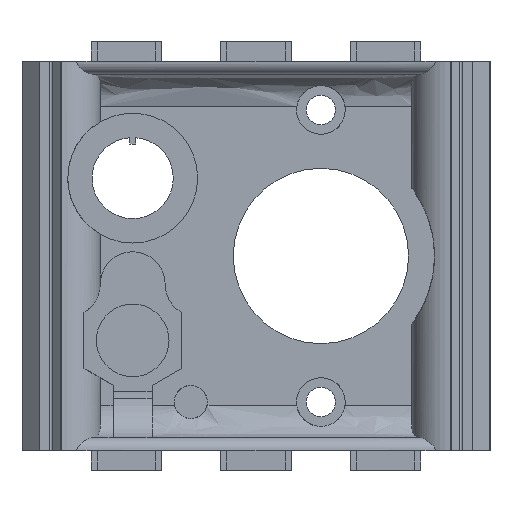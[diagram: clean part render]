
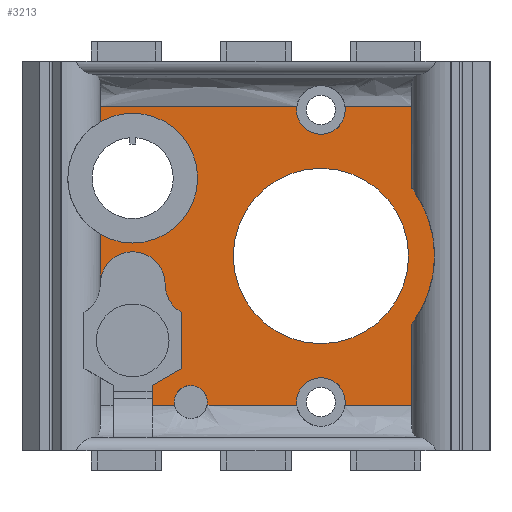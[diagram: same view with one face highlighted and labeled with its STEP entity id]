
A CAD part, front view. The second image highlights one B-rep face of the part: STEP entity #3213.
In plain terms, the highlighted planar face has unit normal (0, -1, 0).
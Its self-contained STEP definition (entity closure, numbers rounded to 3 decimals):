
#27=B_SPLINE_CURVE_WITH_KNOTS('',3,(#4722,#4723,#4724,#4725),
 .UNSPECIFIED.,.F.,.F.,(4,4),(4.515,4.86),
 .UNSPECIFIED.);
#28=B_SPLINE_CURVE_WITH_KNOTS('',3,(#4731,#4732,#4733,#4734),
 .UNSPECIFIED.,.F.,.F.,(4,4),(2.632,4.016),
 .UNSPECIFIED.);
#29=B_SPLINE_CURVE_WITH_KNOTS('',3,(#4740,#4741,#4742,#4743),
 .UNSPECIFIED.,.F.,.F.,(4,4),(0.86,1.889),
 .UNSPECIFIED.);
#30=B_SPLINE_CURVE_WITH_KNOTS('',3,(#4751,#4752,#4753,#4754),
 .UNSPECIFIED.,.F.,.F.,(4,4),(4.632,5.66),
 .UNSPECIFIED.);
#31=B_SPLINE_CURVE_WITH_KNOTS('',3,(#4759,#4760,#4761,#4762),
 .UNSPECIFIED.,.F.,.F.,(4,4),(0.86,3.889),
 .UNSPECIFIED.);
#100=FACE_BOUND('',#1016,.T.);
#125=LINE('',#4695,#486);
#127=LINE('',#4703,#488);
#131=LINE('',#4716,#492);
#132=LINE('',#4718,#493);
#133=LINE('',#4720,#494);
#134=LINE('',#4745,#495);
#135=LINE('',#4749,#496);
#486=VECTOR('',#3704,10.);
#488=VECTOR('',#3708,10.);
#492=VECTOR('',#3722,10.);
#493=VECTOR('',#3723,10.);
#494=VECTOR('',#3724,10.);
#495=VECTOR('',#3733,10.);
#496=VECTOR('',#3736,10.);
#841=FACE_OUTER_BOUND('',#1015,.T.);
#1015=EDGE_LOOP('',(#2154,#2155,#2156,#2157,#2158,#2159,#2160,#2161,#2162,
#2163,#2164,#2165,#2166,#2167,#2168,#2169,#2170,#2171,#2172,#2173,#2174,
#2175));
#1016=EDGE_LOOP('',(#2176));
#1191=CIRCLE('',#3395,10.);
#1195=CIRCLE('',#3408,5.);
#1196=CIRCLE('',#3409,5.);
#1197=CIRCLE('',#3410,2.55);
#1198=CIRCLE('',#3411,2.55);
#1199=CIRCLE('',#3412,3.75);
#1200=CIRCLE('',#3413,3.75);
#1201=CIRCLE('',#3414,17.5);
#1202=CIRCLE('',#3415,3.75);
#1203=CIRCLE('',#3416,3.75);
#1204=CIRCLE('',#3417,13.5);
#1293=VERTEX_POINT('',#4577);
#1294=VERTEX_POINT('',#4578);
#1313=VERTEX_POINT('',#4694);
#1314=VERTEX_POINT('',#4701);
#1316=VERTEX_POINT('',#4711);
#1317=VERTEX_POINT('',#4713);
#1318=VERTEX_POINT('',#4715);
#1319=VERTEX_POINT('',#4717);
#1320=VERTEX_POINT('',#4719);
#1321=VERTEX_POINT('',#4721);
#1322=VERTEX_POINT('',#4726);
#1323=VERTEX_POINT('',#4728);
#1324=VERTEX_POINT('',#4730);
#1325=VERTEX_POINT('',#4735);
#1326=VERTEX_POINT('',#4737);
#1327=VERTEX_POINT('',#4739);
#1328=VERTEX_POINT('',#4744);
#1329=VERTEX_POINT('',#4746);
#1330=VERTEX_POINT('',#4748);
#1331=VERTEX_POINT('',#4750);
#1332=VERTEX_POINT('',#4755);
#1333=VERTEX_POINT('',#4757);
#1334=VERTEX_POINT('',#4763);
#1616=EDGE_CURVE('',#1293,#1294,#1191,.T.);
#1640=EDGE_CURVE('',#1313,#1293,#125,.T.);
#1643=EDGE_CURVE('',#1294,#1314,#127,.T.);
#1647=EDGE_CURVE('',#1316,#1314,#1195,.T.);
#1648=EDGE_CURVE('',#1317,#1316,#1196,.T.);
#1649=EDGE_CURVE('',#1318,#1317,#131,.T.);
#1650=EDGE_CURVE('',#1319,#1318,#132,.T.);
#1651=EDGE_CURVE('',#1320,#1319,#133,.T.);
#1652=EDGE_CURVE('',#1321,#1320,#27,.T.);
#1653=EDGE_CURVE('',#1321,#1322,#1197,.T.);
#1654=EDGE_CURVE('',#1322,#1323,#1198,.T.);
#1655=EDGE_CURVE('',#1324,#1323,#28,.T.);
#1656=EDGE_CURVE('',#1324,#1325,#1199,.T.);
#1657=EDGE_CURVE('',#1325,#1326,#1200,.T.);
#1658=EDGE_CURVE('',#1327,#1326,#29,.T.);
#1659=EDGE_CURVE('',#1327,#1328,#134,.T.);
#1660=EDGE_CURVE('',#1328,#1329,#1201,.T.);
#1661=EDGE_CURVE('',#1329,#1330,#135,.T.);
#1662=EDGE_CURVE('',#1331,#1330,#30,.T.);
#1663=EDGE_CURVE('',#1331,#1332,#1202,.T.);
#1664=EDGE_CURVE('',#1332,#1333,#1203,.T.);
#1665=EDGE_CURVE('',#1313,#1333,#31,.T.);
#1666=EDGE_CURVE('',#1334,#1334,#1204,.T.);
#2154=ORIENTED_EDGE('',*,*,#1616,.T.);
#2155=ORIENTED_EDGE('',*,*,#1643,.T.);
#2156=ORIENTED_EDGE('',*,*,#1647,.F.);
#2157=ORIENTED_EDGE('',*,*,#1648,.F.);
#2158=ORIENTED_EDGE('',*,*,#1649,.F.);
#2159=ORIENTED_EDGE('',*,*,#1650,.F.);
#2160=ORIENTED_EDGE('',*,*,#1651,.F.);
#2161=ORIENTED_EDGE('',*,*,#1652,.F.);
#2162=ORIENTED_EDGE('',*,*,#1653,.T.);
#2163=ORIENTED_EDGE('',*,*,#1654,.T.);
#2164=ORIENTED_EDGE('',*,*,#1655,.F.);
#2165=ORIENTED_EDGE('',*,*,#1656,.T.);
#2166=ORIENTED_EDGE('',*,*,#1657,.T.);
#2167=ORIENTED_EDGE('',*,*,#1658,.F.);
#2168=ORIENTED_EDGE('',*,*,#1659,.T.);
#2169=ORIENTED_EDGE('',*,*,#1660,.T.);
#2170=ORIENTED_EDGE('',*,*,#1661,.T.);
#2171=ORIENTED_EDGE('',*,*,#1662,.F.);
#2172=ORIENTED_EDGE('',*,*,#1663,.T.);
#2173=ORIENTED_EDGE('',*,*,#1664,.T.);
#2174=ORIENTED_EDGE('',*,*,#1665,.F.);
#2175=ORIENTED_EDGE('',*,*,#1640,.T.);
#2176=ORIENTED_EDGE('',*,*,#1666,.F.);
#3090=PLANE('',#3407);
#3213=ADVANCED_FACE('',(#841,#100),#3090,.F.);
#3395=AXIS2_PLACEMENT_3D('',#4579,#3674,#3675);
#3407=AXIS2_PLACEMENT_3D('',#4710,#3716,#3717);
#3408=AXIS2_PLACEMENT_3D('',#4712,#3718,#3719);
#3409=AXIS2_PLACEMENT_3D('',#4714,#3720,#3721);
#3410=AXIS2_PLACEMENT_3D('',#4727,#3725,#3726);
#3411=AXIS2_PLACEMENT_3D('',#4729,#3727,#3728);
#3412=AXIS2_PLACEMENT_3D('',#4736,#3729,#3730);
#3413=AXIS2_PLACEMENT_3D('',#4738,#3731,#3732);
#3414=AXIS2_PLACEMENT_3D('',#4747,#3734,#3735);
#3415=AXIS2_PLACEMENT_3D('',#4756,#3737,#3738);
#3416=AXIS2_PLACEMENT_3D('',#4758,#3739,#3740);
#3417=AXIS2_PLACEMENT_3D('',#4764,#3741,#3742);
#3674=DIRECTION('center_axis',(0.,1.,0.));
#3675=DIRECTION('ref_axis',(1.,0.,0.));
#3704=DIRECTION('',(0.,0.,-1.));
#3708=DIRECTION('',(0.,0.,-1.));
#3716=DIRECTION('center_axis',(0.,1.,0.));
#3717=DIRECTION('ref_axis',(1.,0.,0.));
#3718=DIRECTION('center_axis',(0.,-1.,0.));
#3719=DIRECTION('ref_axis',(1.,0.,0.));
#3720=DIRECTION('center_axis',(0.,1.,0.));
#3721=DIRECTION('ref_axis',(-0.866,0.,-0.5));
#3722=DIRECTION('',(0.,0.,1.));
#3723=DIRECTION('',(0.866,0.,0.5));
#3724=DIRECTION('',(0.,0.,1.));
#3725=DIRECTION('center_axis',(0.,1.,0.));
#3726=DIRECTION('ref_axis',(1.,0.,0.));
#3727=DIRECTION('center_axis',(0.,1.,0.));
#3728=DIRECTION('ref_axis',(1.,0.,0.));
#3729=DIRECTION('center_axis',(0.,1.,0.));
#3730=DIRECTION('ref_axis',(1.,0.,0.));
#3731=DIRECTION('center_axis',(0.,1.,0.));
#3732=DIRECTION('ref_axis',(1.,0.,0.));
#3733=DIRECTION('',(0.,0.,1.));
#3734=DIRECTION('center_axis',(0.,-1.,0.));
#3735=DIRECTION('ref_axis',(1.,0.,0.));
#3736=DIRECTION('',(0.,0.,1.));
#3737=DIRECTION('center_axis',(0.,1.,0.));
#3738=DIRECTION('ref_axis',(1.,0.,0.));
#3739=DIRECTION('center_axis',(0.,1.,0.));
#3740=DIRECTION('ref_axis',(1.,0.,0.));
#3741=DIRECTION('center_axis',(0.,-1.,0.));
#3742=DIRECTION('ref_axis',(1.,0.,0.));
#4577=CARTESIAN_POINT('',(-24.,0.,20.66));
#4578=CARTESIAN_POINT('',(-24.,0.,3.34));
#4579=CARTESIAN_POINT('Origin',(-19.,0.,12.));
#4694=CARTESIAN_POINT('',(-24.,0.,23.018));
#4695=CARTESIAN_POINT('',(-24.,0.,-3.613));
#4701=CARTESIAN_POINT('',(-24.,0.,-4.34));
#4703=CARTESIAN_POINT('',(-24.,0.,-3.613));
#4710=CARTESIAN_POINT('Origin',(0.,0.,0.));
#4711=CARTESIAN_POINT('',(-14.,0.,-4.34));
#4712=CARTESIAN_POINT('Origin',(-19.,0.,-4.34));
#4713=CARTESIAN_POINT('',(-11.5,0.,-8.67));
#4714=CARTESIAN_POINT('Origin',(-9.,0.,-4.34));
#4715=CARTESIAN_POINT('',(-11.5,0.,-17.33));
#4716=CARTESIAN_POINT('',(-11.5,0.,-8.67));
#4717=CARTESIAN_POINT('',(-16.,0.,-19.928));
#4718=CARTESIAN_POINT('',(-11.5,0.,-17.33));
#4719=CARTESIAN_POINT('',(-16.,0.,-23.018));
#4720=CARTESIAN_POINT('',(-16.,0.,-29.));
#4721=CARTESIAN_POINT('',(-12.545,0.,-23.018));
#4722=CARTESIAN_POINT('Ctrl Pts',(-12.545,0.,
-23.018));
#4723=CARTESIAN_POINT('Ctrl Pts',(-13.697,0.,
-23.018));
#4724=CARTESIAN_POINT('Ctrl Pts',(-14.848,0.,
-23.018));
#4725=CARTESIAN_POINT('Ctrl Pts',(-16.,0.,
-23.018));
#4726=CARTESIAN_POINT('',(-12.599,0.,-22.5));
#4727=CARTESIAN_POINT('Origin',(-10.049,0.,-22.5));
#4728=CARTESIAN_POINT('',(-7.552,0.,-23.018));
#4729=CARTESIAN_POINT('Origin',(-10.049,0.,-22.5));
#4730=CARTESIAN_POINT('',(6.286,0.,-23.018));
#4731=CARTESIAN_POINT('Ctrl Pts',(6.286,0.,
-23.018));
#4732=CARTESIAN_POINT('Ctrl Pts',(1.673,0.,
-23.018));
#4733=CARTESIAN_POINT('Ctrl Pts',(-2.939,0.,
-23.018));
#4734=CARTESIAN_POINT('Ctrl Pts',(-7.552,0.,
-23.018));
#4735=CARTESIAN_POINT('',(6.25,0.,-22.5));
#4736=CARTESIAN_POINT('Origin',(10.,0.,-22.5));
#4737=CARTESIAN_POINT('',(13.714,0.,-23.018));
#4738=CARTESIAN_POINT('Origin',(10.,0.,-22.5));
#4739=CARTESIAN_POINT('',(24.,0.,-23.018));
#4740=CARTESIAN_POINT('Ctrl Pts',(24.,0.,-23.018));
#4741=CARTESIAN_POINT('Ctrl Pts',(20.571,0.,
-23.018));
#4742=CARTESIAN_POINT('Ctrl Pts',(17.143,0.,
-23.018));
#4743=CARTESIAN_POINT('Ctrl Pts',(13.714,0.,
-23.018));
#4744=CARTESIAN_POINT('',(24.,0.,-10.5));
#4745=CARTESIAN_POINT('',(24.,0.,-5.25));
#4746=CARTESIAN_POINT('',(24.,0.,10.5));
#4747=CARTESIAN_POINT('Origin',(10.,0.,0.));
#4748=CARTESIAN_POINT('',(24.,0.,23.018));
#4749=CARTESIAN_POINT('',(24.,0.,15.));
#4750=CARTESIAN_POINT('',(13.714,0.,23.018));
#4751=CARTESIAN_POINT('Ctrl Pts',(13.714,0.,
23.018));
#4752=CARTESIAN_POINT('Ctrl Pts',(17.143,0.,
23.018));
#4753=CARTESIAN_POINT('Ctrl Pts',(20.571,0.,
23.018));
#4754=CARTESIAN_POINT('Ctrl Pts',(24.,0.,23.018));
#4755=CARTESIAN_POINT('',(6.25,0.,22.5));
#4756=CARTESIAN_POINT('Origin',(10.,0.,22.5));
#4757=CARTESIAN_POINT('',(6.286,0.,23.018));
#4758=CARTESIAN_POINT('Origin',(10.,0.,22.5));
#4759=CARTESIAN_POINT('Ctrl Pts',(-24.,0.,23.018));
#4760=CARTESIAN_POINT('Ctrl Pts',(-13.905,0.,
23.018));
#4761=CARTESIAN_POINT('Ctrl Pts',(-3.809,0.,
23.018));
#4762=CARTESIAN_POINT('Ctrl Pts',(6.286,0.,
23.018));
#4763=CARTESIAN_POINT('',(-3.5,0.,0.));
#4764=CARTESIAN_POINT('Origin',(10.,0.,0.));
